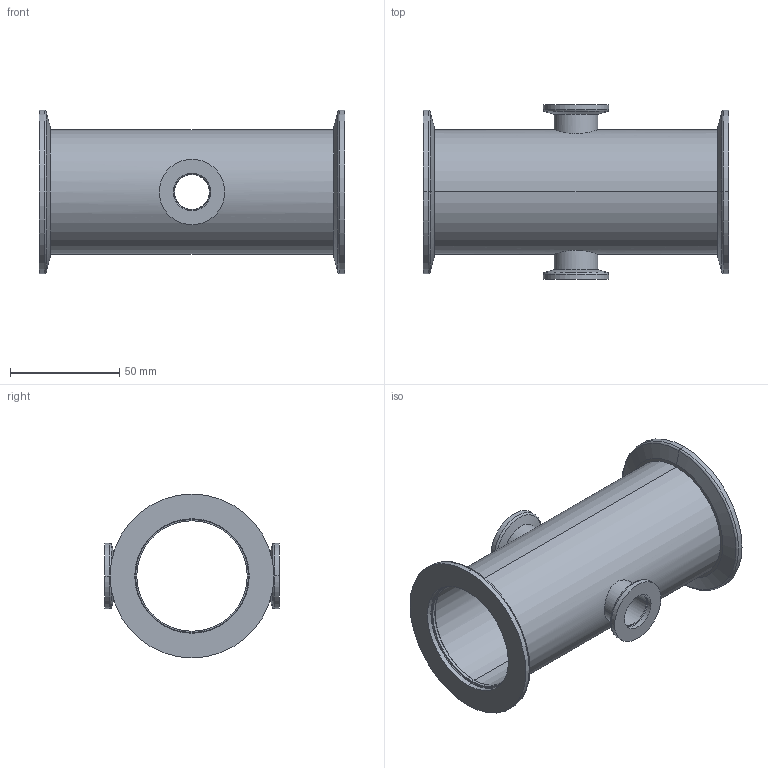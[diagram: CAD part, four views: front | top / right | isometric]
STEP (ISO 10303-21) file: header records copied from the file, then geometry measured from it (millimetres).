
FILE_DESCRIPTION (( 'STEP AP214' ), '1' );
FILE_NAME ('120RKR050-016.stp', '2017-06-07T06:53:24', ( '' ), ( '' ), 'SwSTEP 2.0', 'SolidWorks 2015', '' );
FILE_SCHEMA (( 'AUTOMOTIVE_DESIGN' ));
Length unit declared in the file: millimetre
Products named in the file (1): 120RKR050-016
Bounding box: 140 x 80 x 75 mm (x, y, z)
Volume: 90242.1 mm3; surface area: 61240.5 mm2
Topology: 3 solids, 3 shells, 88 faces, 180 edges, 112 vertices
Faces by surface type: cylinder 46, plane 18, torus 16, cone 8
Entity records: 4111 total; most frequent: CARTESIAN_POINT 1140, DIRECTION 454, ORIENTED_EDGE 360, AXIS2_PLACEMENT_3D 201, EDGE_CURVE 180, VERTEX_POINT 112, CIRCLE 112, EDGE_LOOP 112
